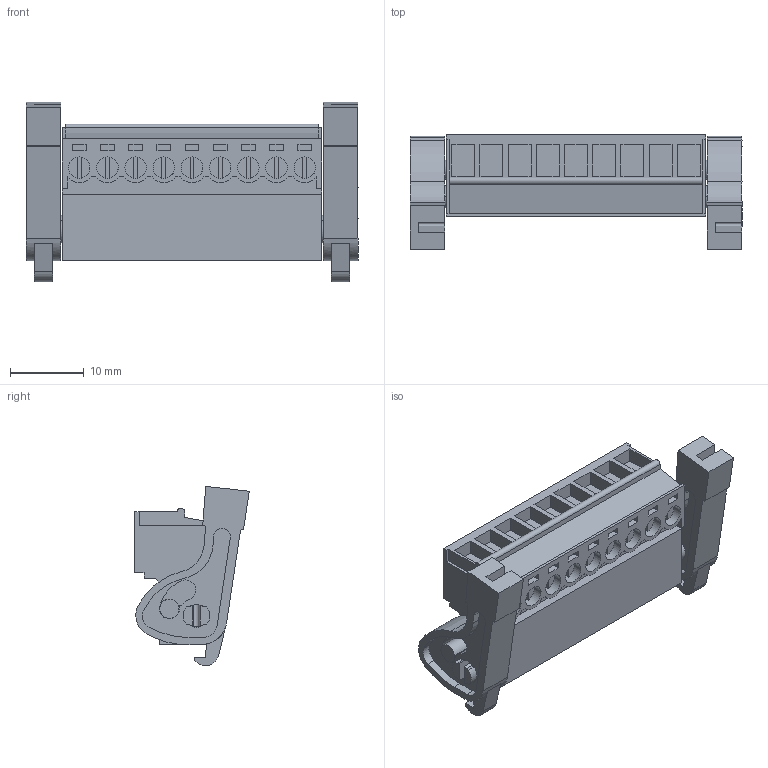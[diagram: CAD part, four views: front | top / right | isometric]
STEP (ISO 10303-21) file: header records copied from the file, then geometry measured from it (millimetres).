
FILE_DESCRIPTION(('CATIA V5 STEP Exchange','CAx-IF Rec.Pracs.--- Model Styling and Organization---1.2---2011-12-15'),'2;1');
FILE_NAME ('D1462281_0', '2018-05-08T10:15:33+00:00', ('none'), ('Weidmueller'), 'CATIA Version 5-6 Release 2014', 'CATIA V5 STEP AP214', 'none');
FILE_SCHEMA(('AUTOMOTIVE_DESIGN { 1 0 10303 214 1 1 1 1 }'));
Length unit declared in the file: millimetre
Products named in the file (1): 2444140000
Bounding box: 44.88 x 15.48 x 24.25 mm (x, y, z)
Volume: 5100.7 mm3; surface area: 6906.2 mm2
Topology: 21 solids, 21 shells, 720 faces, 1883 edges, 1258 vertices
Faces by surface type: plane 567, cylinder 153
Entity records: 20130 total; most frequent: CARTESIAN_POINT 3856, ORIENTED_EDGE 3766, DIRECTION 2549, EDGE_CURVE 1883, VECTOR 1463, LINE 1463, VERTEX_POINT 1258, EDGE_LOOP 781
